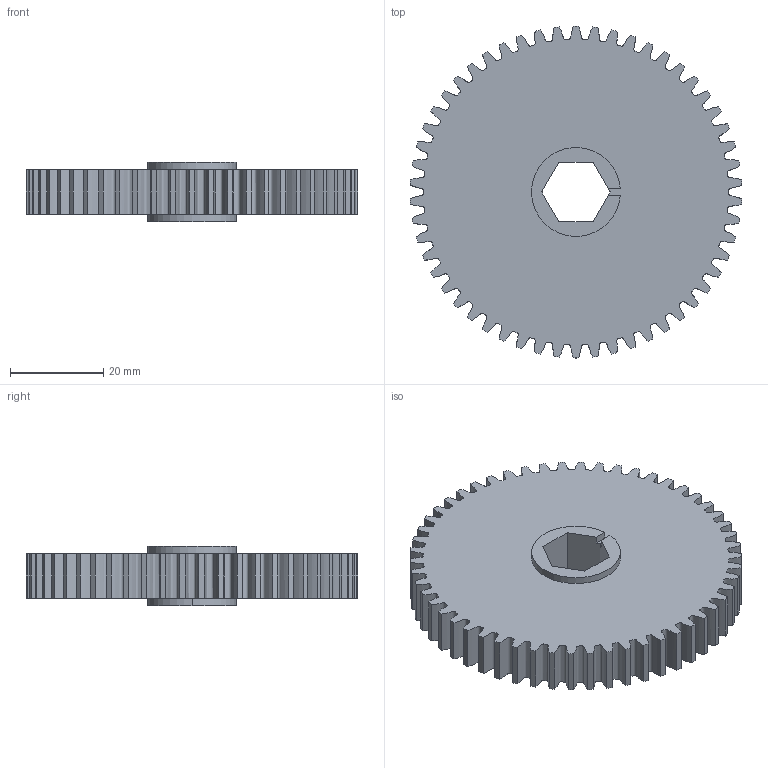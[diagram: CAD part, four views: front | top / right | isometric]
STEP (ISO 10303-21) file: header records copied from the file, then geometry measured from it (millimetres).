
FILE_DESCRIPTION (( 'STEP AP214' ), '1' );
FILE_NAME ('0.5 hex çark 54t 20dp.STEP', '2025-03-03T11:26:18', ( '' ), ( '' ), 'SwSTEP 2.0', 'SolidWorks 2024', '' );
FILE_SCHEMA (( 'AUTOMOTIVE_DESIGN' ));
Length unit declared in the file: inch
Products named in the file (1): 0.5 hex çark 54t 20dp
Bounding box: 71.06 x 71.12 x 12.65 mm (x, y, z)
Volume: 35237.2 mm3; surface area: 11977.4 mm2
Topology: 1 solids, 1 shells, 123 faces, 360 edges, 240 vertices
Faces by surface type: cylinder 57, bspline 54, plane 12
Entity records: 19151 total; most frequent: CARTESIAN_POINT 16114, ORIENTED_EDGE 720, DIRECTION 506, EDGE_CURVE 360, VERTEX_POINT 240, AXIS2_PLACEMENT_3D 184, VECTOR 138, LINE 138
